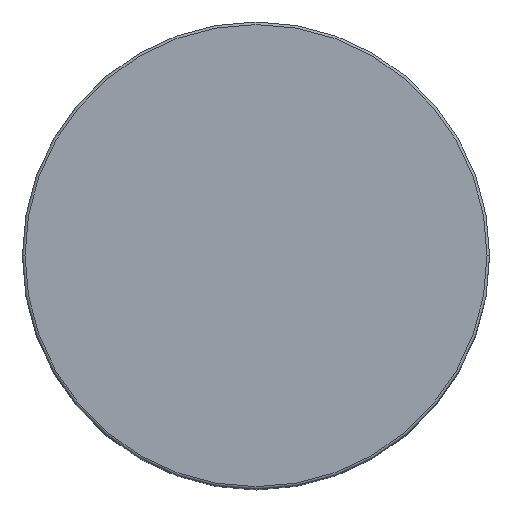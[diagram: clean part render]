
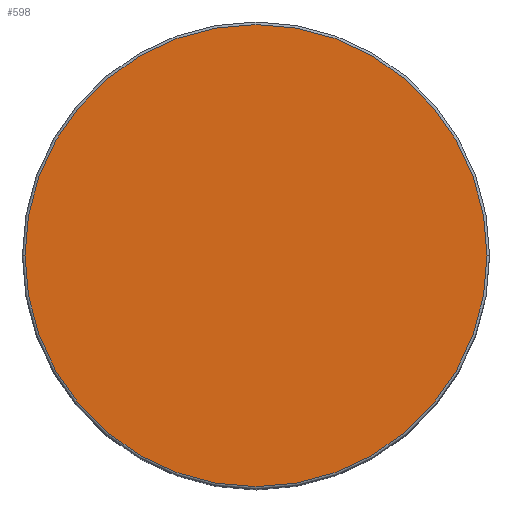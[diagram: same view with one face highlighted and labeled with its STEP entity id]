
A CAD part, top view. The second image highlights one B-rep face of the part: STEP entity #598.
In plain terms, the highlighted planar face has unit normal (0, 0, 1).
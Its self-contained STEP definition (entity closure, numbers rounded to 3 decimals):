
#225=CARTESIAN_POINT('',(0.,0.,17.));
#226=DIRECTION('',(0.,0.,1.));
#227=DIRECTION('',(1.,0.,0.));
#228=AXIS2_PLACEMENT_3D('',#225,#226,#227);
#230=CARTESIAN_POINT('',(0.,0.,17.));
#231=DIRECTION('',(0.,0.,1.));
#232=DIRECTION('',(-1.,0.,0.));
#233=AXIS2_PLACEMENT_3D('',#230,#231,#232);
#268=CARTESIAN_POINT('',(8.9,0.,17.));
#269=CARTESIAN_POINT('',(-8.9,0.,17.));
#270=VERTEX_POINT('',#268);
#271=VERTEX_POINT('',#269);
#588=CARTESIAN_POINT('',(0.,0.,17.));
#589=DIRECTION('',(0.,0.,1.));
#590=DIRECTION('',(1.,0.,0.));
#591=AXIS2_PLACEMENT_3D('',#588,#589,#590);
#592=PLANE('',#591);
#593=ORIENTED_EDGE('',*,*,#571,.F.);
#595=ORIENTED_EDGE('',*,*,#594,.F.);
#596=EDGE_LOOP('',(#593,#595));
#597=FACE_OUTER_BOUND('',#596,.F.);
#598=ADVANCED_FACE('',(#597),#592,.T.);
#229=CIRCLE('',#228,8.9);
#234=CIRCLE('',#233,8.9);
#571=EDGE_CURVE('',#270,#271,#229,.T.);
#594=EDGE_CURVE('',#271,#270,#234,.T.);
